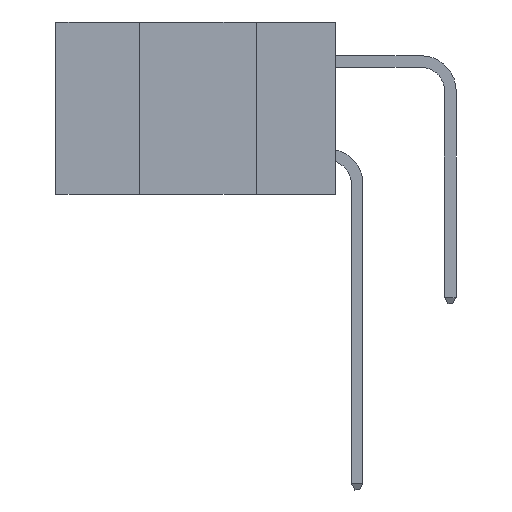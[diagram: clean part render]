
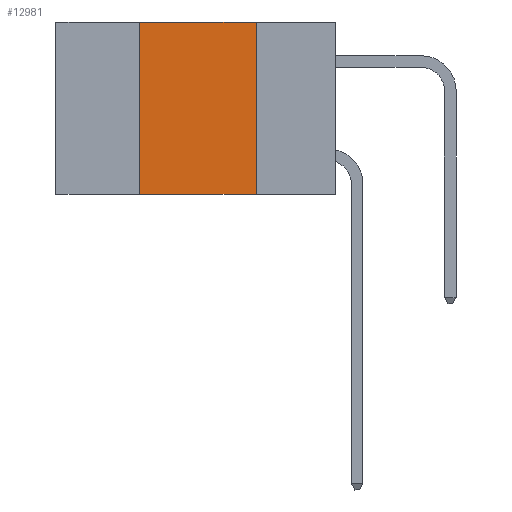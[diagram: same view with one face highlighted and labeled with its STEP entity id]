
A CAD part, left-side view. The second image highlights one B-rep face of the part: STEP entity #12981.
In plain terms, the highlighted planar face has unit normal (-1, 0, 0).
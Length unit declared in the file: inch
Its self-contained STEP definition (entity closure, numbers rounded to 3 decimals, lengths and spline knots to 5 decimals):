
#437 = CARTESIAN_POINT ( 'NONE',  ( 0., 0.42, 0. ) ) ;
#501 = VERTEX_POINT ( 'NONE', #8160 ) ;
#763 = FACE_OUTER_BOUND ( 'NONE', #12068, .T. ) ;
#765 = EDGE_CURVE ( 'NONE', #7686, #6963, #10600, .T. ) ;
#1693 = LINE ( 'NONE', #5444, #4543 ) ;
#2756 = CARTESIAN_POINT ( 'NONE',  ( 0., 0.17, -0.37 ) ) ;
#3412 = EDGE_CURVE ( 'NONE', #6963, #13700, #9392, .T. ) ;
#3716 = ORIENTED_EDGE ( 'NONE', *, *, #765, .F. ) ;
#3752 = DIRECTION ( 'NONE',  ( 1., 0., 0. ) ) ;
#4543 = VECTOR ( 'NONE', #6697, 39.37008 ) ;
#5328 = EDGE_CURVE ( 'NONE', #501, #13700, #1693, .T. ) ;
#5444 = CARTESIAN_POINT ( 'NONE',  ( 0., 0.6, -0.37 ) ) ;
#6697 = DIRECTION ( 'NONE',  ( 0., -1., 0. ) ) ;
#6963 = VERTEX_POINT ( 'NONE', #15074 ) ;
#7100 = VECTOR ( 'NONE', #8890, 39.37008 ) ;
#7336 = AXIS2_PLACEMENT_3D ( 'NONE', #9711, #3752, #12189 ) ;
#7653 = DIRECTION ( 'NONE',  ( 0., 0., -1. ) ) ;
#7670 = ORIENTED_EDGE ( 'NONE', *, *, #10962, .F. ) ;
#7686 = VERTEX_POINT ( 'NONE', #8083 ) ;
#8083 = CARTESIAN_POINT ( 'NONE',  ( 0., 0.42, 0. ) ) ;
#8160 = CARTESIAN_POINT ( 'NONE',  ( 0., 0.42, -0.37 ) ) ;
#8521 = PLANE ( 'NONE',  #7336 ) ;
#8890 = DIRECTION ( 'NONE',  ( 0., 0., 1. ) ) ;
#9327 = ORIENTED_EDGE ( 'NONE', *, *, #3412, .F. ) ;
#9392 = LINE ( 'NONE', #10037, #15582 ) ;
#9711 = CARTESIAN_POINT ( 'NONE',  ( 0., 0.6, 0. ) ) ;
#9884 = LINE ( 'NONE', #437, #7100 ) ;
#10037 = CARTESIAN_POINT ( 'NONE',  ( 0., 0.17, 0. ) ) ;
#10600 = LINE ( 'NONE', #10769, #13890 ) ;
#10769 = CARTESIAN_POINT ( 'NONE',  ( 0., 0.6, 0. ) ) ;
#10962 = EDGE_CURVE ( 'NONE', #501, #7686, #9884, .T. ) ;
#11632 = ORIENTED_EDGE ( 'NONE', *, *, #5328, .T. ) ;
#12068 = EDGE_LOOP ( 'NONE', ( #9327, #3716, #7670, #11632 ) ) ;
#12189 = DIRECTION ( 'NONE',  ( 0., 0., -1. ) ) ;
#12981 = ADVANCED_FACE ( 'NONE', ( #763 ), #8521, .F. ) ;
#13700 = VERTEX_POINT ( 'NONE', #2756 ) ;
#13890 = VECTOR ( 'NONE', #14299, 39.37008 ) ;
#14299 = DIRECTION ( 'NONE',  ( 0., -1., 0. ) ) ;
#15074 = CARTESIAN_POINT ( 'NONE',  ( 0., 0.17, 0. ) ) ;
#15582 = VECTOR ( 'NONE', #7653, 39.37008 ) ;
